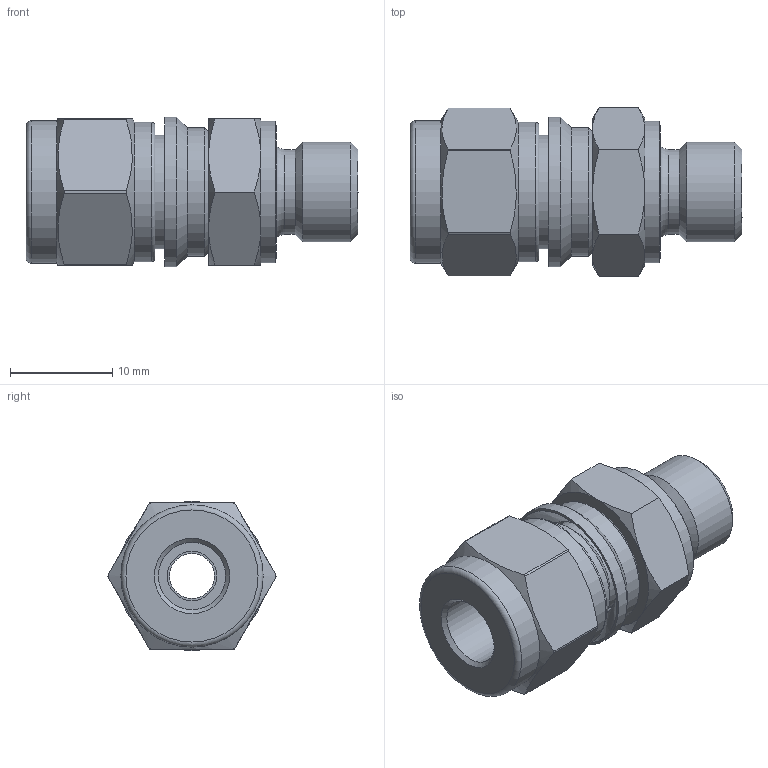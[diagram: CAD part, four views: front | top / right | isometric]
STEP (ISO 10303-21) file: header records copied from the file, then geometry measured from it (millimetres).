
FILE_DESCRIPTION(/* description */ (''),/* implementation_level */ '2;1');
FILE_NAME(/* name */ 'SMCI-4-2GM.stp',/* time_stamp */ '2022-05-13T13:48:20+09:00',/* author */ ('user'),/* organization */ (''),/* preprocessor_version */ 'ST-DEVELOPER v18.1',/* originating_system */ 'Autodesk Inventor 2022',/* authorisation */ '');
FILE_SCHEMA (('AUTOMOTIVE_DESIGN { 1 0 10303 214 3 1 1 }'));
Length unit declared in the file: millimetre
Products named in the file (1): SMC-4-2GM
Bounding box: 32.44 x 16.51 x 14.6 mm (x, y, z)
Volume: 3543.4 mm3; surface area: 2712.6 mm2
Topology: 1 solids, 1 shells, 68 faces, 149 edges, 90 vertices
Faces by surface type: cone 25, plane 21, cylinder 19, torus 3
Full cylindrical faces by diameter (mm): 4.4 x1, 4.826 x1, 6.55 x1, 8.3 x1, 9.4 x1, 9.728 x1, 10.1 x1, 11.112 x1, 12.6 x1, 13.6 x1, 13.8 x1, 13.9 x1, 14.6 x1
Entity records: 1867 total; most frequent: CARTESIAN_POINT 380, DIRECTION 320, ORIENTED_EDGE 298, EDGE_CURVE 149, AXIS2_PLACEMENT_3D 138, VERTEX_POINT 90, EDGE_LOOP 77, CIRCLE 69
